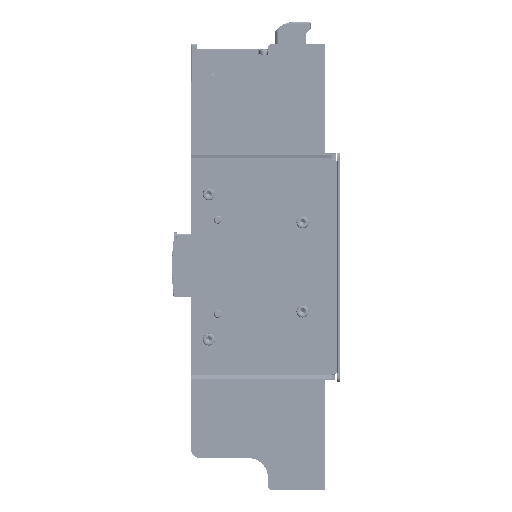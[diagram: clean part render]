
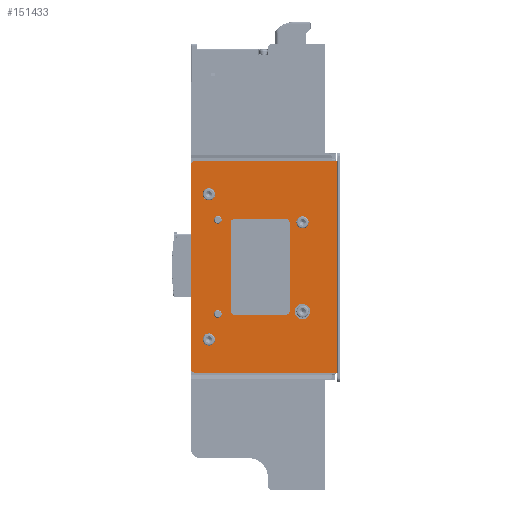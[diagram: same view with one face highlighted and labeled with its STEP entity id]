
A CAD part, left-side view. The second image highlights one B-rep face of the part: STEP entity #151433.
In plain terms, the highlighted planar face has unit normal (-1, 0, 0).
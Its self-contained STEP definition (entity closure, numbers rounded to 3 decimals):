
#16801=DIRECTION('',(0.,0.,1.));
#16802=VECTOR('',#16801,160.);
#16803=CARTESIAN_POINT('',(-140.7,107.7,-165.));
#16804=LINE('',#16803,#16802);
#33164=DIRECTION('',(0.,1.,0.));
#33165=VECTOR('',#33164,111.7);
#33166=CARTESIAN_POINT('',(-140.7,-7.,-168.));
#33167=LINE('',#33166,#33165);
#33194=CARTESIAN_POINT('',(-140.7,104.7,-165.));
#33195=DIRECTION('',(-1.,0.,0.));
#33196=DIRECTION('',(0.,1.,0.));
#33197=AXIS2_PLACEMENT_3D('',#33194,#33195,#33196);
#33199=CARTESIAN_POINT('',(-140.7,104.7,-5.));
#33200=DIRECTION('',(-1.,0.,0.));
#33201=DIRECTION('',(0.,0.,1.));
#33202=AXIS2_PLACEMENT_3D('',#33199,#33200,#33201);
#33204=CARTESIAN_POINT('',(-140.7,20.,-50.));
#33205=DIRECTION('',(1.,0.,0.));
#33206=DIRECTION('',(0.,0.,1.));
#33207=AXIS2_PLACEMENT_3D('',#33204,#33205,#33206);
#33209=CARTESIAN_POINT('',(-140.7,20.,-50.));
#33210=DIRECTION('',(1.,0.,0.));
#33211=DIRECTION('',(0.,0.,-1.));
#33212=AXIS2_PLACEMENT_3D('',#33209,#33210,#33211);
#33214=CARTESIAN_POINT('',(-140.7,93.5,-28.));
#33215=DIRECTION('',(1.,0.,0.));
#33216=DIRECTION('',(0.,0.,1.));
#33217=AXIS2_PLACEMENT_3D('',#33214,#33215,#33216);
#33219=CARTESIAN_POINT('',(-140.7,93.5,-28.));
#33220=DIRECTION('',(1.,0.,0.));
#33221=DIRECTION('',(0.,0.,-1.));
#33222=AXIS2_PLACEMENT_3D('',#33219,#33220,#33221);
#33224=CARTESIAN_POINT('',(-140.7,93.5,-142.));
#33225=DIRECTION('',(1.,0.,0.));
#33226=DIRECTION('',(0.,0.,1.));
#33227=AXIS2_PLACEMENT_3D('',#33224,#33225,#33226);
#33229=CARTESIAN_POINT('',(-140.7,93.5,-142.));
#33230=DIRECTION('',(1.,0.,0.));
#33231=DIRECTION('',(0.,0.,-1.));
#33232=AXIS2_PLACEMENT_3D('',#33229,#33230,#33231);
#33234=CARTESIAN_POINT('',(-140.7,33.,-119.5));
#33235=DIRECTION('',(1.,0.,0.));
#33236=DIRECTION('',(0.,-1.,0.));
#33237=AXIS2_PLACEMENT_3D('',#33234,#33235,#33236);
#33239=CARTESIAN_POINT('',(-140.7,33.,-50.5));
#33240=DIRECTION('',(1.,0.,0.));
#33241=DIRECTION('',(0.,0.,1.));
#33242=AXIS2_PLACEMENT_3D('',#33239,#33240,#33241);
#33244=CARTESIAN_POINT('',(-140.7,73.5,-50.5));
#33245=DIRECTION('',(1.,0.,0.));
#33246=DIRECTION('',(0.,1.,0.));
#33247=AXIS2_PLACEMENT_3D('',#33244,#33245,#33246);
#33249=CARTESIAN_POINT('',(-140.7,73.5,-119.5));
#33250=DIRECTION('',(1.,0.,0.));
#33251=DIRECTION('',(0.,0.,-1.));
#33252=AXIS2_PLACEMENT_3D('',#33249,#33250,#33251);
#33254=CARTESIAN_POINT('',(-140.7,20.,-120.));
#33255=DIRECTION('',(-1.,0.,0.));
#33256=DIRECTION('',(0.,-0.383,-0.924));
#33257=AXIS2_PLACEMENT_3D('',#33254,#33255,#33256);
#33259=CARTESIAN_POINT('',(-140.7,20.,-120.));
#33260=DIRECTION('',(-1.,0.,0.));
#33261=DIRECTION('',(0.,0.383,0.924));
#33262=AXIS2_PLACEMENT_3D('',#33259,#33260,#33261);
#36554=DIRECTION('',(0.,-1.,0.));
#36555=VECTOR('',#36554,111.7);
#36556=CARTESIAN_POINT('',(-140.7,104.7,-2.));
#36557=LINE('',#36556,#36555);
#36730=DIRECTION('',(0.,0.,-1.));
#36731=VECTOR('',#36730,166.);
#36732=CARTESIAN_POINT('',(-140.7,-7.,-2.));
#36733=LINE('',#36732,#36731);
#38318=DIRECTION('',(0.,-1.,0.));
#38319=VECTOR('',#38318,40.5);
#38320=CARTESIAN_POINT('',(-140.7,73.5,-122.5));
#38321=LINE('',#38320,#38319);
#38358=DIRECTION('',(0.,0.,-1.));
#38359=VECTOR('',#38358,69.);
#38360=CARTESIAN_POINT('',(-140.7,76.5,-50.5));
#38361=LINE('',#38360,#38359);
#38378=DIRECTION('',(0.,1.,0.));
#38379=VECTOR('',#38378,40.5);
#38380=CARTESIAN_POINT('',(-140.7,33.,-47.5));
#38381=LINE('',#38380,#38379);
#38390=DIRECTION('',(0.,0.,1.));
#38391=VECTOR('',#38390,69.);
#38392=CARTESIAN_POINT('',(-140.7,30.,-119.5));
#38393=LINE('',#38392,#38391);
#38402=CARTESIAN_POINT('',(-140.7,86.5,-48.));
#38403=DIRECTION('',(1.,0.,0.));
#38404=DIRECTION('',(0.,0.207,0.978));
#38405=AXIS2_PLACEMENT_3D('',#38402,#38403,#38404);
#38407=CARTESIAN_POINT('',(-140.7,86.5,-48.));
#38408=DIRECTION('',(1.,0.,0.));
#38409=DIRECTION('',(0.,-0.207,-0.978));
#38410=AXIS2_PLACEMENT_3D('',#38407,#38408,#38409);
#38448=CARTESIAN_POINT('',(-140.7,86.5,-122.));
#38449=DIRECTION('',(1.,0.,0.));
#38450=DIRECTION('',(0.,-0.523,0.852));
#38451=AXIS2_PLACEMENT_3D('',#38448,#38449,#38450);
#38453=CARTESIAN_POINT('',(-140.7,86.5,-122.));
#38454=DIRECTION('',(1.,0.,0.));
#38455=DIRECTION('',(0.,0.523,-0.852));
#38456=AXIS2_PLACEMENT_3D('',#38453,#38454,#38455);
#98053=CARTESIAN_POINT('',(-140.7,-7.,-168.));
#98055=VERTEX_POINT('',#98053);
#98060=CARTESIAN_POINT('',(-140.7,104.7,-2.));
#98061=CARTESIAN_POINT('',(-140.7,-7.,-2.));
#98062=VERTEX_POINT('',#98060);
#98063=VERTEX_POINT('',#98061);
#98066=CARTESIAN_POINT('',(-140.7,107.7,-165.));
#98067=CARTESIAN_POINT('',(-140.7,104.7,-168.));
#98068=VERTEX_POINT('',#98066);
#98069=VERTEX_POINT('',#98067);
#98076=CARTESIAN_POINT('',(-140.7,33.,-47.5));
#98077=CARTESIAN_POINT('',(-140.7,30.,-50.5));
#98078=VERTEX_POINT('',#98076);
#98079=VERTEX_POINT('',#98077);
#98082=CARTESIAN_POINT('',(-140.7,107.7,-5.));
#98083=VERTEX_POINT('',#98082);
#98090=CARTESIAN_POINT('',(-140.7,76.5,-50.5));
#98091=CARTESIAN_POINT('',(-140.7,76.5,-119.5));
#98092=VERTEX_POINT('',#98090);
#98093=VERTEX_POINT('',#98091);
#98112=CARTESIAN_POINT('',(-140.7,30.,-119.5));
#98113=CARTESIAN_POINT('',(-140.7,33.,-122.5));
#98114=VERTEX_POINT('',#98112);
#98115=VERTEX_POINT('',#98113);
#98118=CARTESIAN_POINT('',(-140.7,73.5,-122.5));
#98119=VERTEX_POINT('',#98118);
#98124=CARTESIAN_POINT('',(-140.7,73.5,-47.5));
#98125=VERTEX_POINT('',#98124);
#98152=CARTESIAN_POINT('',(-140.7,20.,-53.1));
#98153=CARTESIAN_POINT('',(-140.7,20.,-46.9));
#98154=VERTEX_POINT('',#98152);
#98155=VERTEX_POINT('',#98153);
#98156=CARTESIAN_POINT('',(-140.7,93.5,-31.1));
#98157=CARTESIAN_POINT('',(-140.7,93.5,-24.9));
#98158=VERTEX_POINT('',#98156);
#98159=VERTEX_POINT('',#98157);
#98160=CARTESIAN_POINT('',(-140.7,93.5,-145.1));
#98161=CARTESIAN_POINT('',(-140.7,93.5,-138.9));
#98162=VERTEX_POINT('',#98160);
#98163=VERTEX_POINT('',#98161);
#98168=CARTESIAN_POINT('',(-140.7,87.12,-45.065));
#98169=CARTESIAN_POINT('',(-140.7,85.88,-50.935));
#98170=VERTEX_POINT('',#98168);
#98171=VERTEX_POINT('',#98169);
#98196=CARTESIAN_POINT('',(-140.7,84.931,-119.443));
#98197=CARTESIAN_POINT('',(-140.7,88.069,-124.557));
#98198=VERTEX_POINT('',#98196);
#98199=VERTEX_POINT('',#98197);
#104014=CARTESIAN_POINT('',(-140.7,17.702,-125.542));
#104015=CARTESIAN_POINT('',(-140.7,22.298,-114.458));
#104016=VERTEX_POINT('',#104014);
#104017=VERTEX_POINT('',#104015);
#151363=CARTESIAN_POINT('',(-140.7,-9.5,-168.));
#151364=DIRECTION('',(-1.,0.,0.));
#151365=DIRECTION('',(0.,0.,1.));
#151366=AXIS2_PLACEMENT_3D('',#151363,#151364,#151365);
#151367=PLANE('',#151366);
#151368=ORIENTED_EDGE('',*,*,#151338,.T.);
#151369=ORIENTED_EDGE('',*,*,#151357,.F.);
#151370=ORIENTED_EDGE('',*,*,#131915,.T.);
#151372=ORIENTED_EDGE('',*,*,#151371,.F.);
#151374=ORIENTED_EDGE('',*,*,#151373,.T.);
#151376=ORIENTED_EDGE('',*,*,#151375,.T.);
#151377=EDGE_LOOP('',(#151368,#151369,#151370,#151372,#151374,#151376));
#151378=FACE_OUTER_BOUND('',#151377,.F.);
#151380=ORIENTED_EDGE('',*,*,#151379,.F.);
#151382=ORIENTED_EDGE('',*,*,#151381,.F.);
#151383=EDGE_LOOP('',(#151380,#151382));
#151384=FACE_BOUND('',#151383,.F.);
#151386=ORIENTED_EDGE('',*,*,#151385,.F.);
#151388=ORIENTED_EDGE('',*,*,#151387,.F.);
#151389=EDGE_LOOP('',(#151386,#151388));
#151390=FACE_BOUND('',#151389,.F.);
#151392=ORIENTED_EDGE('',*,*,#151391,.F.);
#151394=ORIENTED_EDGE('',*,*,#151393,.F.);
#151395=EDGE_LOOP('',(#151392,#151394));
#151396=FACE_BOUND('',#151395,.F.);
#151398=ORIENTED_EDGE('',*,*,#151397,.T.);
#151400=ORIENTED_EDGE('',*,*,#151399,.F.);
#151402=ORIENTED_EDGE('',*,*,#151401,.T.);
#151404=ORIENTED_EDGE('',*,*,#151403,.F.);
#151406=ORIENTED_EDGE('',*,*,#151405,.T.);
#151408=ORIENTED_EDGE('',*,*,#151407,.F.);
#151410=ORIENTED_EDGE('',*,*,#151409,.T.);
#151412=ORIENTED_EDGE('',*,*,#151411,.F.);
#151413=EDGE_LOOP('',(#151398,#151400,#151402,#151404,#151406,#151408,#151410,
#151412));
#151414=FACE_BOUND('',#151413,.F.);
#151416=ORIENTED_EDGE('',*,*,#151415,.F.);
#151418=ORIENTED_EDGE('',*,*,#151417,.F.);
#151419=EDGE_LOOP('',(#151416,#151418));
#151420=FACE_BOUND('',#151419,.F.);
#151422=ORIENTED_EDGE('',*,*,#151421,.F.);
#151424=ORIENTED_EDGE('',*,*,#151423,.F.);
#151425=EDGE_LOOP('',(#151422,#151424));
#151426=FACE_BOUND('',#151425,.F.);
#151428=ORIENTED_EDGE('',*,*,#151427,.T.);
#151430=ORIENTED_EDGE('',*,*,#151429,.T.);
#151431=EDGE_LOOP('',(#151428,#151430));
#151432=FACE_BOUND('',#151431,.F.);
#151433=ADVANCED_FACE('',(#151378,#151384,#151390,#151396,#151414,#151420,
#151426,#151432),#151367,.T.);
#33198=CIRCLE('',#33197,3.);
#33203=CIRCLE('',#33202,3.);
#33208=CIRCLE('',#33207,3.1);
#33213=CIRCLE('',#33212,3.1);
#33218=CIRCLE('',#33217,3.1);
#33223=CIRCLE('',#33222,3.1);
#33228=CIRCLE('',#33227,3.1);
#33233=CIRCLE('',#33232,3.1);
#33238=CIRCLE('',#33237,3.);
#33243=CIRCLE('',#33242,3.);
#33248=CIRCLE('',#33247,3.);
#33253=CIRCLE('',#33252,3.);
#33258=CIRCLE('',#33257,6.);
#33263=CIRCLE('',#33262,6.);
#38406=CIRCLE('',#38405,3.);
#38411=CIRCLE('',#38410,3.);
#38452=CIRCLE('',#38451,3.);
#38457=CIRCLE('',#38456,3.);
#131915=EDGE_CURVE('',#98068,#98083,#16804,.T.);
#151338=EDGE_CURVE('',#98055,#98069,#33167,.T.);
#151357=EDGE_CURVE('',#98068,#98069,#33198,.T.);
#151371=EDGE_CURVE('',#98062,#98083,#33203,.T.);
#151373=EDGE_CURVE('',#98062,#98063,#36557,.T.);
#151375=EDGE_CURVE('',#98063,#98055,#36733,.T.);
#151379=EDGE_CURVE('',#98155,#98154,#33208,.T.);
#151381=EDGE_CURVE('',#98154,#98155,#33213,.T.);
#151385=EDGE_CURVE('',#98159,#98158,#33218,.T.);
#151387=EDGE_CURVE('',#98158,#98159,#33223,.T.);
#151391=EDGE_CURVE('',#98163,#98162,#33228,.T.);
#151393=EDGE_CURVE('',#98162,#98163,#33233,.T.);
#151397=EDGE_CURVE('',#98119,#98115,#38321,.T.);
#151399=EDGE_CURVE('',#98114,#98115,#33238,.T.);
#151401=EDGE_CURVE('',#98114,#98079,#38393,.T.);
#151403=EDGE_CURVE('',#98078,#98079,#33243,.T.);
#151405=EDGE_CURVE('',#98078,#98125,#38381,.T.);
#151407=EDGE_CURVE('',#98092,#98125,#33248,.T.);
#151409=EDGE_CURVE('',#98092,#98093,#38361,.T.);
#151411=EDGE_CURVE('',#98119,#98093,#33253,.T.);
#151415=EDGE_CURVE('',#98170,#98171,#38406,.T.);
#151417=EDGE_CURVE('',#98171,#98170,#38411,.T.);
#151421=EDGE_CURVE('',#98198,#98199,#38452,.T.);
#151423=EDGE_CURVE('',#98199,#98198,#38457,.T.);
#151427=EDGE_CURVE('',#104016,#104017,#33258,.T.);
#151429=EDGE_CURVE('',#104017,#104016,#33263,.T.);
